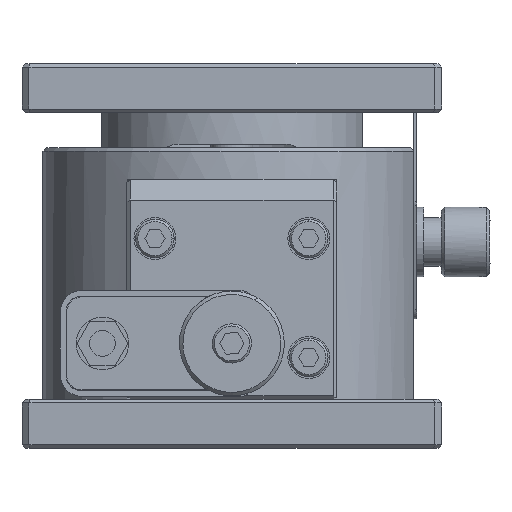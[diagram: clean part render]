
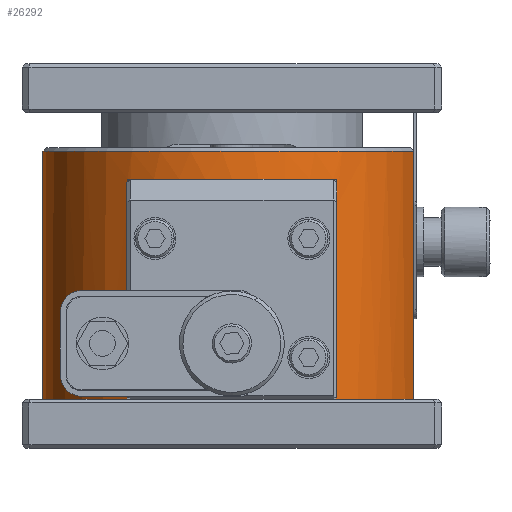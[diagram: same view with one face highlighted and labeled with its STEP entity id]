
A CAD part, front view. The second image highlights one B-rep face of the part: STEP entity #26292.
In plain terms, the highlighted cylindrical face has radius 27 mm (diameter 54 mm), a partial arc.
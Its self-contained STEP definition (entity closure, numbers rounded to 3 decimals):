
#106 = VERTEX_POINT ( 'NONE', #19375 ) ;
#1103 = CARTESIAN_POINT ( 'NONE',  ( 14.925, -22.5, 43. ) ) ;
#1155 = EDGE_CURVE ( 'NONE', #34691, #8528, #12326, .T. ) ;
#1278 = EDGE_CURVE ( 'NONE', #12407, #5035, #34411, .T. ) ;
#1395 = CIRCLE ( 'NONE', #34313, 27. ) ;
#2157 = CARTESIAN_POINT ( 'NONE',  ( -14.925, -22.5, 38.5 ) ) ;
#2244 = VECTOR ( 'NONE', #23570, 1000. ) ;
#2493 = VECTOR ( 'NONE', #30751, 1000. ) ;
#2922 = CARTESIAN_POINT ( 'NONE',  ( 14.5, -22.776, 38.5 ) ) ;
#3048 = EDGE_CURVE ( 'NONE', #106, #24910, #1395, .T. ) ;
#3187 = VECTOR ( 'NONE', #15264, 1000. ) ;
#3243 = DIRECTION ( 'NONE',  ( 0., 0., -1. ) ) ;
#3690 = CARTESIAN_POINT ( 'NONE',  ( -14.5, -22.776, 38.5 ) ) ;
#3698 = DIRECTION ( 'NONE',  ( -1., 0., 0. ) ) ;
#3745 = LINE ( 'NONE', #26596, #31454 ) ;
#3850 = ORIENTED_EDGE ( 'NONE', *, *, #3048, .T. ) ;
#4892 = CARTESIAN_POINT ( 'NONE',  ( 0., 0., 7. ) ) ;
#5035 = VERTEX_POINT ( 'NONE', #15865 ) ;
#5224 = CARTESIAN_POINT ( 'NONE',  ( -14.925, -22.5, 7. ) ) ;
#5505 = ORIENTED_EDGE ( 'NONE', *, *, #14072, .T. ) ;
#6156 = EDGE_CURVE ( 'NONE', #20760, #32966, #37446, .T. ) ;
#6324 = DIRECTION ( 'NONE',  ( 0., 0., -1. ) ) ;
#6754 = AXIS2_PLACEMENT_3D ( 'NONE', #7997, #37771, #14277 ) ;
#6866 = DIRECTION ( 'NONE',  ( 0., 0., -1. ) ) ;
#6901 = CIRCLE ( 'NONE', #16312, 27. ) ;
#6998 = VECTOR ( 'NONE', #7444, 1000. ) ;
#7259 = CIRCLE ( 'NONE', #19976, 27. ) ;
#7279 = ORIENTED_EDGE ( 'NONE', *, *, #15044, .T. ) ;
#7444 = DIRECTION ( 'NONE',  ( 0., 0., -1. ) ) ;
#7914 = CARTESIAN_POINT ( 'NONE',  ( 0., 0., 38.5 ) ) ;
#7997 = CARTESIAN_POINT ( 'NONE',  ( 0., 0., 38.5 ) ) ;
#8108 = CARTESIAN_POINT ( 'NONE',  ( -14.925, -22.5, 43. ) ) ;
#8307 = DIRECTION ( 'NONE',  ( 0., 0., -1. ) ) ;
#8373 = DIRECTION ( 'NONE',  ( -1., 0., 0. ) ) ;
#8483 = DIRECTION ( 'NONE',  ( 0., 0., 1. ) ) ;
#8528 = VERTEX_POINT ( 'NONE', #2157 ) ;
#8529 = ORIENTED_EDGE ( 'NONE', *, *, #34369, .T. ) ;
#8672 = LINE ( 'NONE', #35245, #11935 ) ;
#8844 = DIRECTION ( 'NONE',  ( 0., 0., 1. ) ) ;
#8994 = CARTESIAN_POINT ( 'NONE',  ( 14.925, -22.5, 43. ) ) ;
#9116 = CARTESIAN_POINT ( 'NONE',  ( -14.925, -22.5, 38.5 ) ) ;
#10022 = LINE ( 'NONE', #17613, #12347 ) ;
#11122 = CARTESIAN_POINT ( 'NONE',  ( 0., 0., 38.5 ) ) ;
#11687 = CARTESIAN_POINT ( 'NONE',  ( 14.925, -22.5, 38.075 ) ) ;
#11838 = DIRECTION ( 'NONE',  ( -1., 0., 0. ) ) ;
#11935 = VECTOR ( 'NONE', #3243, 1000. ) ;
#12182 = EDGE_CURVE ( 'NONE', #17199, #25045, #8672, .T. ) ;
#12326 = LINE ( 'NONE', #9116, #19832 ) ;
#12347 = VECTOR ( 'NONE', #32600, 1000. ) ;
#12407 = VERTEX_POINT ( 'NONE', #25151 ) ;
#13278 = DIRECTION ( 'NONE',  ( 0., 0., 1. ) ) ;
#13413 = DIRECTION ( 'NONE',  ( -1., 0., 0. ) ) ;
#13458 = ORIENTED_EDGE ( 'NONE', *, *, #1278, .F. ) ;
#13627 = ORIENTED_EDGE ( 'NONE', *, *, #23975, .T. ) ;
#13709 = EDGE_CURVE ( 'NONE', #36690, #20825, #30965, .T. ) ;
#14072 = EDGE_CURVE ( 'NONE', #20825, #34691, #3745, .T. ) ;
#14277 = DIRECTION ( 'NONE',  ( -1., 0., 0. ) ) ;
#14951 = CARTESIAN_POINT ( 'NONE',  ( -14.925, -22.5, 7.425 ) ) ;
#15044 = EDGE_CURVE ( 'NONE', #25045, #23629, #36047, .T. ) ;
#15158 = EDGE_CURVE ( 'NONE', #23629, #5035, #25741, .T. ) ;
#15264 = DIRECTION ( 'NONE',  ( 0., 0., -1. ) ) ;
#15388 = EDGE_CURVE ( 'NONE', #25079, #8528, #6901, .T. ) ;
#15846 = EDGE_LOOP ( 'NONE', ( #13627, #38469, #34279, #34025, #33934, #5505, #23106, #36696, #19073, #3850, #25361, #29873, #7279, #27516, #13458, #8529, #28448 ) ) ;
#15865 = CARTESIAN_POINT ( 'NONE',  ( 14.925, -22.5, 7.425 ) ) ;
#15893 = CARTESIAN_POINT ( 'NONE',  ( 0., 0., 43. ) ) ;
#16312 = AXIS2_PLACEMENT_3D ( 'NONE', #7914, #28530, #37821 ) ;
#16865 = VECTOR ( 'NONE', #8483, 1000. ) ;
#17199 = VERTEX_POINT ( 'NONE', #32310 ) ;
#17451 = AXIS2_PLACEMENT_3D ( 'NONE', #11122, #29516, #8373 ) ;
#17613 = CARTESIAN_POINT ( 'NONE',  ( 26., -7.28, 43. ) ) ;
#17890 = CARTESIAN_POINT ( 'NONE',  ( 0., 0., 38.5 ) ) ;
#18529 = DIRECTION ( 'NONE',  ( 0., 0., 1. ) ) ;
#18797 = DIRECTION ( 'NONE',  ( -1., 0., 0. ) ) ;
#18928 = DIRECTION ( 'NONE',  ( -1., 0., 0. ) ) ;
#19073 = ORIENTED_EDGE ( 'NONE', *, *, #21421, .T. ) ;
#19252 = CARTESIAN_POINT ( 'NONE',  ( -14.925, -22.5, 43. ) ) ;
#19375 = CARTESIAN_POINT ( 'NONE',  ( 0., -27., 38.5 ) ) ;
#19832 = VECTOR ( 'NONE', #18529, 1000. ) ;
#19934 = CYLINDRICAL_SURFACE ( 'NONE', #37054, 27. ) ;
#19976 = AXIS2_PLACEMENT_3D ( 'NONE', #4892, #13278, #13413 ) ;
#20528 = CIRCLE ( 'NONE', #25898, 27. ) ;
#20760 = VERTEX_POINT ( 'NONE', #22619 ) ;
#20825 = VERTEX_POINT ( 'NONE', #25377 ) ;
#21308 = CARTESIAN_POINT ( 'NONE',  ( 14.925, -22.5, 43. ) ) ;
#21421 = EDGE_CURVE ( 'NONE', #25079, #106, #22140, .T. ) ;
#21821 = FACE_OUTER_BOUND ( 'NONE', #15846, .T. ) ;
#22021 = LINE ( 'NONE', #19252, #6998 ) ;
#22140 = CIRCLE ( 'NONE', #17451, 27. ) ;
#22619 = CARTESIAN_POINT ( 'NONE',  ( -27., 0., 42.5 ) ) ;
#23106 = ORIENTED_EDGE ( 'NONE', *, *, #1155, .T. ) ;
#23118 = EDGE_CURVE ( 'NONE', #36690, #32035, #22021, .T. ) ;
#23570 = DIRECTION ( 'NONE',  ( 0., 0., -1. ) ) ;
#23629 = VERTEX_POINT ( 'NONE', #25911 ) ;
#23636 = CARTESIAN_POINT ( 'NONE',  ( -27., 0., 7. ) ) ;
#23975 = EDGE_CURVE ( 'NONE', #25814, #20760, #20528, .T. ) ;
#24302 = CARTESIAN_POINT ( 'NONE',  ( 0., 0., 42.5 ) ) ;
#24910 = VERTEX_POINT ( 'NONE', #2922 ) ;
#25045 = VERTEX_POINT ( 'NONE', #11687 ) ;
#25079 = VERTEX_POINT ( 'NONE', #3690 ) ;
#25151 = CARTESIAN_POINT ( 'NONE',  ( 14.925, -22.5, 7. ) ) ;
#25361 = ORIENTED_EDGE ( 'NONE', *, *, #30133, .F. ) ;
#25377 = CARTESIAN_POINT ( 'NONE',  ( -14.925, -22.5, 34.5 ) ) ;
#25741 = LINE ( 'NONE', #21308, #3187 ) ;
#25814 = VERTEX_POINT ( 'NONE', #31441 ) ;
#25898 = AXIS2_PLACEMENT_3D ( 'NONE', #24302, #6324, #3698 ) ;
#25911 = CARTESIAN_POINT ( 'NONE',  ( 14.925, -22.5, 34.5 ) ) ;
#26284 = CARTESIAN_POINT ( 'NONE',  ( -27., 0., 43. ) ) ;
#26292 = ADVANCED_FACE ( 'NONE', ( #21821 ), #19934, .T. ) ;
#26380 = EDGE_CURVE ( 'NONE', #32966, #32035, #7259, .T. ) ;
#26596 = CARTESIAN_POINT ( 'NONE',  ( -14.925, -22.5, 43. ) ) ;
#27040 = VERTEX_POINT ( 'NONE', #34981 ) ;
#27366 = DIRECTION ( 'NONE',  ( 0., 0., 1. ) ) ;
#27516 = ORIENTED_EDGE ( 'NONE', *, *, #15158, .T. ) ;
#27733 = CARTESIAN_POINT ( 'NONE',  ( -14.925, -22.5, 38.075 ) ) ;
#28448 = ORIENTED_EDGE ( 'NONE', *, *, #32478, .T. ) ;
#28530 = DIRECTION ( 'NONE',  ( 0., 0., -1. ) ) ;
#29516 = DIRECTION ( 'NONE',  ( 0., 0., 1. ) ) ;
#29873 = ORIENTED_EDGE ( 'NONE', *, *, #12182, .T. ) ;
#29881 = CIRCLE ( 'NONE', #6754, 27. ) ;
#30133 = EDGE_CURVE ( 'NONE', #17199, #24910, #29881, .T. ) ;
#30751 = DIRECTION ( 'NONE',  ( 0., 0., 1. ) ) ;
#30965 = LINE ( 'NONE', #8108, #16865 ) ;
#31441 = CARTESIAN_POINT ( 'NONE',  ( 26., -7.28, 42.5 ) ) ;
#31454 = VECTOR ( 'NONE', #35361, 1000. ) ;
#31954 = CIRCLE ( 'NONE', #32757, 27. ) ;
#32035 = VERTEX_POINT ( 'NONE', #5224 ) ;
#32310 = CARTESIAN_POINT ( 'NONE',  ( 14.925, -22.5, 38.5 ) ) ;
#32478 = EDGE_CURVE ( 'NONE', #27040, #25814, #10022, .T. ) ;
#32600 = DIRECTION ( 'NONE',  ( 0., 0., 1. ) ) ;
#32757 = AXIS2_PLACEMENT_3D ( 'NONE', #38343, #8844, #11838 ) ;
#32966 = VERTEX_POINT ( 'NONE', #23636 ) ;
#33934 = ORIENTED_EDGE ( 'NONE', *, *, #13709, .T. ) ;
#34025 = ORIENTED_EDGE ( 'NONE', *, *, #23118, .F. ) ;
#34201 = VECTOR ( 'NONE', #8307, 1000. ) ;
#34279 = ORIENTED_EDGE ( 'NONE', *, *, #26380, .T. ) ;
#34313 = AXIS2_PLACEMENT_3D ( 'NONE', #17890, #27366, #18797 ) ;
#34369 = EDGE_CURVE ( 'NONE', #12407, #27040, #31954, .T. ) ;
#34411 = LINE ( 'NONE', #1103, #2493 ) ;
#34691 = VERTEX_POINT ( 'NONE', #27733 ) ;
#34981 = CARTESIAN_POINT ( 'NONE',  ( 26., -7.28, 7. ) ) ;
#35245 = CARTESIAN_POINT ( 'NONE',  ( 14.925, -22.5, 34.5 ) ) ;
#35361 = DIRECTION ( 'NONE',  ( 0., 0., 1. ) ) ;
#36047 = LINE ( 'NONE', #8994, #2244 ) ;
#36690 = VERTEX_POINT ( 'NONE', #14951 ) ;
#36696 = ORIENTED_EDGE ( 'NONE', *, *, #15388, .F. ) ;
#37054 = AXIS2_PLACEMENT_3D ( 'NONE', #15893, #6866, #18928 ) ;
#37446 = LINE ( 'NONE', #26284, #34201 ) ;
#37771 = DIRECTION ( 'NONE',  ( 0., 0., -1. ) ) ;
#37821 = DIRECTION ( 'NONE',  ( -1., 0., 0. ) ) ;
#38343 = CARTESIAN_POINT ( 'NONE',  ( 0., 0., 7. ) ) ;
#38469 = ORIENTED_EDGE ( 'NONE', *, *, #6156, .T. ) ;
